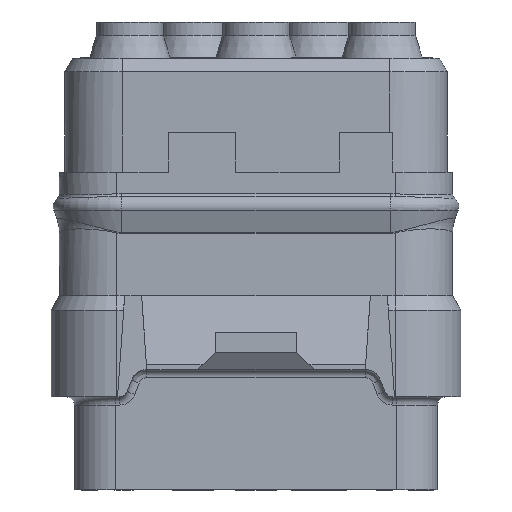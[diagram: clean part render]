
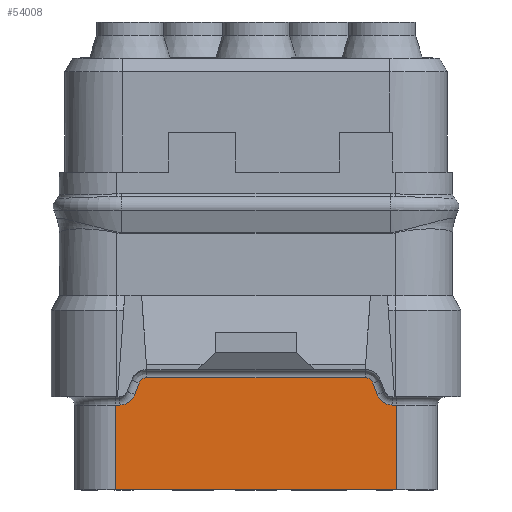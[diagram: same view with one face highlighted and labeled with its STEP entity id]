
A CAD part, front view. The second image highlights one B-rep face of the part: STEP entity #54008.
In plain terms, the highlighted planar face has unit normal (0, -1, 0).
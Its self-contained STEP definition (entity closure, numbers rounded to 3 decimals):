
#3351=DIRECTION('',(-1.,0.,0.));
#3352=VECTOR('',#3351,10.3);
#3353=CARTESIAN_POINT('',(5.15,-5.775,-11.63));
#3354=LINE('',#3353,#3352);
#4316=DIRECTION('',(0.,0.,-1.));
#4317=VECTOR('',#4316,3.1);
#4318=CARTESIAN_POINT('',(-5.15,-5.775,-8.53));
#4319=LINE('',#4318,#4317);
#4496=DIRECTION('',(-1.,0.,0.));
#4497=VECTOR('',#4496,0.15);
#4498=CARTESIAN_POINT('',(5.15,-5.775,-8.53));
#4499=LINE('',#4498,#4497);
#4545=DIRECTION('',(0.,0.,-1.));
#4546=VECTOR('',#4545,3.1);
#4547=CARTESIAN_POINT('',(5.15,-5.775,-8.53));
#4548=LINE('',#4547,#4546);
#4554=DIRECTION('',(-1.,0.,0.));
#4555=VECTOR('',#4554,0.15);
#4556=CARTESIAN_POINT('',(-5.,-5.775,-8.53));
#4557=LINE('',#4556,#4555);
#4568=CARTESIAN_POINT('',(-5.,-5.775,-7.93));
#4569=DIRECTION('',(0.,1.,0.));
#4570=DIRECTION('',(0.935,0.,-0.354));
#4571=AXIS2_PLACEMENT_3D('',#4568,#4569,#4570);
#6537=DIRECTION('',(-0.354,0.,0.935));
#6538=VECTOR('',#6537,0.447);
#6539=CARTESIAN_POINT('',(4.439,-5.775,-8.142));
#6540=LINE('',#6539,#6538);
#6551=CARTESIAN_POINT('',(5.,-5.775,-7.93));
#6552=DIRECTION('',(0.,1.,0.));
#6553=DIRECTION('',(0.,0.,-1.));
#6554=AXIS2_PLACEMENT_3D('',#6551,#6552,#6553);
#6570=CARTESIAN_POINT('',(4.,-5.775,-7.83));
#6571=DIRECTION('',(0.,-1.,0.));
#6572=DIRECTION('',(0.935,0.,0.354));
#6573=AXIS2_PLACEMENT_3D('',#6570,#6571,#6572);
#6580=DIRECTION('',(-1.,0.,0.));
#6581=VECTOR('',#6580,8.);
#6582=CARTESIAN_POINT('',(4.,-5.775,-7.53));
#6583=LINE('',#6582,#6581);
#6594=CARTESIAN_POINT('',(-4.,-5.775,-7.83));
#6595=DIRECTION('',(0.,-1.,0.));
#6596=DIRECTION('',(0.,0.,1.));
#6597=AXIS2_PLACEMENT_3D('',#6594,#6595,#6596);
#6616=DIRECTION('',(-0.354,0.,-0.935));
#6617=VECTOR('',#6616,0.447);
#6618=CARTESIAN_POINT('',(-4.281,-5.775,-7.724));
#6619=LINE('',#6618,#6617);
#45204=CARTESIAN_POINT('',(-5.15,-5.775,-11.63));
#45206=VERTEX_POINT('',#45204);
#45218=CARTESIAN_POINT('',(5.15,-5.775,-11.63));
#45219=VERTEX_POINT('',#45218);
#45286=CARTESIAN_POINT('',(-5.15,-5.775,-8.53));
#45287=VERTEX_POINT('',#45286);
#45288=CARTESIAN_POINT('',(-5.,-5.775,-8.53));
#45289=VERTEX_POINT('',#45288);
#45294=CARTESIAN_POINT('',(-4.439,-5.775,-8.142));
#45295=VERTEX_POINT('',#45294);
#45298=CARTESIAN_POINT('',(-4.281,-5.775,-7.724));
#45299=VERTEX_POINT('',#45298);
#45300=CARTESIAN_POINT('',(-4.,-5.775,-7.53));
#45301=VERTEX_POINT('',#45300);
#45302=CARTESIAN_POINT('',(4.,-5.775,-7.53));
#45303=VERTEX_POINT('',#45302);
#45304=CARTESIAN_POINT('',(4.281,-5.775,-7.724));
#45305=VERTEX_POINT('',#45304);
#45310=CARTESIAN_POINT('',(4.439,-5.775,-8.142));
#45311=VERTEX_POINT('',#45310);
#45314=CARTESIAN_POINT('',(5.,-5.775,-8.53));
#45315=VERTEX_POINT('',#45314);
#45316=CARTESIAN_POINT('',(5.15,-5.775,-8.53));
#45317=VERTEX_POINT('',#45316);
#53981=CARTESIAN_POINT('',(5.15,-5.775,-8.23));
#53982=DIRECTION('',(0.,-1.,0.));
#53983=DIRECTION('',(-1.,0.,0.));
#53984=AXIS2_PLACEMENT_3D('',#53981,#53982,#53983);
#53985=PLANE('',#53984);
#53987=ORIENTED_EDGE('',*,*,#53986,.F.);
#53989=ORIENTED_EDGE('',*,*,#53988,.F.);
#53991=ORIENTED_EDGE('',*,*,#53990,.F.);
#53993=ORIENTED_EDGE('',*,*,#53992,.F.);
#53995=ORIENTED_EDGE('',*,*,#53994,.F.);
#53997=ORIENTED_EDGE('',*,*,#53996,.F.);
#53999=ORIENTED_EDGE('',*,*,#53998,.F.);
#54001=ORIENTED_EDGE('',*,*,#54000,.F.);
#54002=ORIENTED_EDGE('',*,*,#53894,.F.);
#54003=ORIENTED_EDGE('',*,*,#53976,.T.);
#54004=ORIENTED_EDGE('',*,*,#53156,.T.);
#54005=ORIENTED_EDGE('',*,*,#53673,.F.);
#54006=EDGE_LOOP('',(#53987,#53989,#53991,#53993,#53995,#53997,#53999,#54001,
#54002,#54003,#54004,#54005));
#54007=FACE_OUTER_BOUND('',#54006,.F.);
#54008=ADVANCED_FACE('',(#54007),#53985,.T.);
#4572=CIRCLE('',#4571,0.6);
#6555=CIRCLE('',#6554,0.6);
#6574=CIRCLE('',#6573,0.3);
#6598=CIRCLE('',#6597,0.3);
#53156=EDGE_CURVE('',#45219,#45206,#3354,.T.);
#53673=EDGE_CURVE('',#45287,#45206,#4319,.T.);
#53894=EDGE_CURVE('',#45317,#45315,#4499,.T.);
#53976=EDGE_CURVE('',#45317,#45219,#4548,.T.);
#53986=EDGE_CURVE('',#45289,#45287,#4557,.T.);
#53988=EDGE_CURVE('',#45295,#45289,#4572,.T.);
#53990=EDGE_CURVE('',#45299,#45295,#6619,.T.);
#53992=EDGE_CURVE('',#45301,#45299,#6598,.T.);
#53994=EDGE_CURVE('',#45303,#45301,#6583,.T.);
#53996=EDGE_CURVE('',#45305,#45303,#6574,.T.);
#53998=EDGE_CURVE('',#45311,#45305,#6540,.T.);
#54000=EDGE_CURVE('',#45315,#45311,#6555,.T.);
